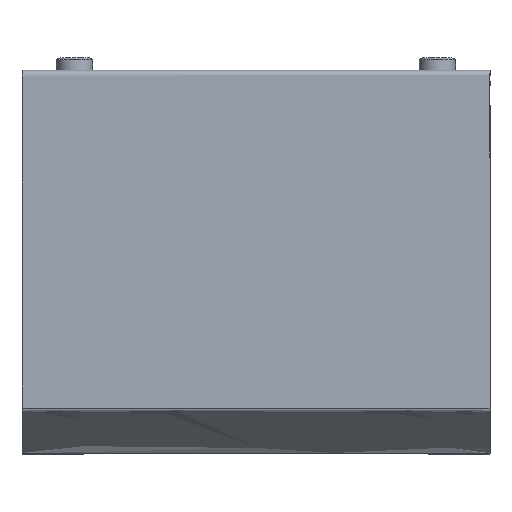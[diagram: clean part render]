
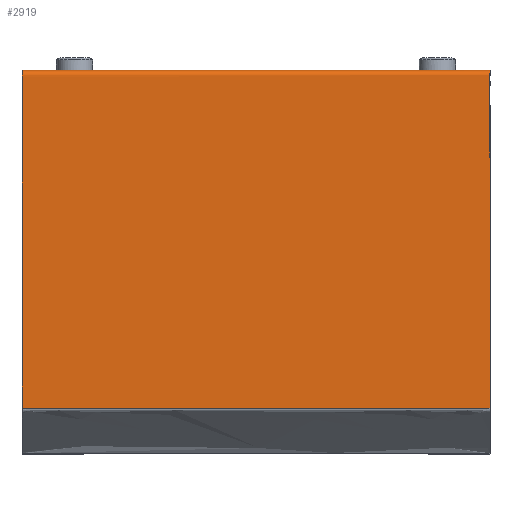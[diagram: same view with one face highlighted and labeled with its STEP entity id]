
A CAD part, top view. The second image highlights one B-rep face of the part: STEP entity #2919.
In plain terms, the highlighted free-form (B-spline) face has degree [2, 1] with [7, 2] control points.
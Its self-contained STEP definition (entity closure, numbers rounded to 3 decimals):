
#1609=CARTESIAN_POINT('',(129.,-7.,346.));
#1610=VERTEX_POINT('',#1609);
#1617=CARTESIAN_POINT('',(129.,-193.208,362.));
#1618=VERTEX_POINT('',#1617);
#1619=CARTESIAN_POINT('',(129.,-7.,346.));
#1620=CARTESIAN_POINT('',(129.,-7.,352.5));
#1621=CARTESIAN_POINT('',(129.,-7.,359.));
#1622=CARTESIAN_POINT('',(129.,-7.,362.));
#1623=CARTESIAN_POINT('',(129.,-10.0,362.));
#1624=CARTESIAN_POINT('',(129.,-101.604,362.));
#1625=CARTESIAN_POINT('',(129.,-193.208,362.));
#1633=(BOUNDED_CURVE()B_SPLINE_CURVE(2,(#1619,#1620,#1621,#1622,#1623,#1624,#1625),.UNSPECIFIED.,.F.,.U.)B_SPLINE_CURVE_WITH_KNOTS((3,2,2,3),(824.87,837.87,842.583,1025.791),.UNSPECIFIED.)CURVE()GEOMETRIC_REPRESENTATION_ITEM()RATIONAL_B_SPLINE_CURVE((1.0,1.0,1.0,0.707,1.0,1.0,1.0))REPRESENTATION_ITEM(''));
#1634=EDGE_CURVE('',#1610,#1618,#1633,.T.);
#2421=CARTESIAN_POINT('',(-129.,-193.208,362.));
#2422=VERTEX_POINT('',#2421);
#2440=CARTESIAN_POINT('',(-129.,-7.,346.));
#2441=VERTEX_POINT('',#2440);
#2442=CARTESIAN_POINT('',(-129.,-193.208,362.));
#2443=CARTESIAN_POINT('',(-129.,-101.604,362.));
#2444=CARTESIAN_POINT('',(-129.,-10.0,362.));
#2445=CARTESIAN_POINT('',(-129.,-7.,362.));
#2446=CARTESIAN_POINT('',(-129.,-7.,359.));
#2447=CARTESIAN_POINT('',(-129.,-7.,352.5));
#2448=CARTESIAN_POINT('',(-129.,-7.,346.));
#2456=(BOUNDED_CURVE()B_SPLINE_CURVE(2,(#2442,#2443,#2444,#2445,#2446,#2447,#2448),.UNSPECIFIED.,.F.,.U.)B_SPLINE_CURVE_WITH_KNOTS((3,2,2,3),(-1025.791,-842.583,-837.87,-824.87),.UNSPECIFIED.)CURVE()GEOMETRIC_REPRESENTATION_ITEM()RATIONAL_B_SPLINE_CURVE((1.0,1.0,1.0,0.707,1.0,1.0,1.0))REPRESENTATION_ITEM(''));
#2457=EDGE_CURVE('',#2422,#2441,#2456,.T.);
#2553=CARTESIAN_POINT('',(129.,-193.208,362.));
#2554=DIRECTION('',(-1.0,0.0,0.0));
#2555=VECTOR('',#2554,258.);
#2556=LINE('',#2553,#2555);
#2557=EDGE_CURVE('',#1618,#2422,#2556,.T.);
#2886=CARTESIAN_POINT('',(129.,-7.,346.));
#2887=CARTESIAN_POINT('',(129.,-7.,352.5));
#2888=CARTESIAN_POINT('',(129.,-7.,359.));
#2889=CARTESIAN_POINT('',(129.,-7.,362.));
#2890=CARTESIAN_POINT('',(129.,-10.0,362.));
#2891=CARTESIAN_POINT('',(129.,-101.604,362.));
#2892=CARTESIAN_POINT('',(129.,-193.208,362.));
#2893=CARTESIAN_POINT('',(-180.6,-7.,346.));
#2894=CARTESIAN_POINT('',(-180.6,-7.,352.5));
#2895=CARTESIAN_POINT('',(-180.6,-7.,359.));
#2896=CARTESIAN_POINT('',(-180.6,-7.,362.));
#2897=CARTESIAN_POINT('',(-180.6,-10.0,362.));
#2898=CARTESIAN_POINT('',(-180.6,-101.604,362.));
#2899=CARTESIAN_POINT('',(-180.6,-193.208,362.));
#2907=(BOUNDED_SURFACE()B_SPLINE_SURFACE(2,1,((#2886,#2893),(#2887,#2894),(#2888,#2895),(#2889,#2896),(#2890,#2897),(#2891,#2898),(#2892,#2899)),.UNSPECIFIED.,.F.,.F.,.F.)B_SPLINE_SURFACE_WITH_KNOTS((3,2,2,3),(2,2),(824.87,837.87,842.583,1025.791),(0.0,30.96),.UNSPECIFIED.)GEOMETRIC_REPRESENTATION_ITEM()RATIONAL_B_SPLINE_SURFACE(((1.0,1.0),(1.0,1.0),(1.0,1.0),(0.707,0.707),(1.0,1.0),(1.0,1.0),(1.0,1.0)))REPRESENTATION_ITEM('')SURFACE());
#2908=ORIENTED_EDGE('',*,*,#1634,.F.);
#2909=CARTESIAN_POINT('',(129.,-7.,346.));
#2910=DIRECTION('',(-1.0,0.0,0.0));
#2911=VECTOR('',#2910,258.);
#2912=LINE('',#2909,#2911);
#2913=EDGE_CURVE('',#1610,#2441,#2912,.T.);
#2914=ORIENTED_EDGE('',*,*,#2913,.T.);
#2915=ORIENTED_EDGE('',*,*,#2457,.F.);
#2916=ORIENTED_EDGE('',*,*,#2557,.F.);
#2917=EDGE_LOOP('',(#2908,#2914,#2915,#2916));
#2918=FACE_OUTER_BOUND('',#2917,.T.);
#2919=ADVANCED_FACE('',(#2918),#2907,.F.);
